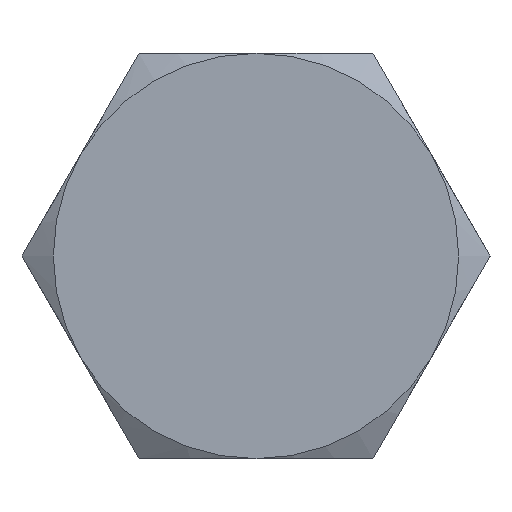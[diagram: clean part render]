
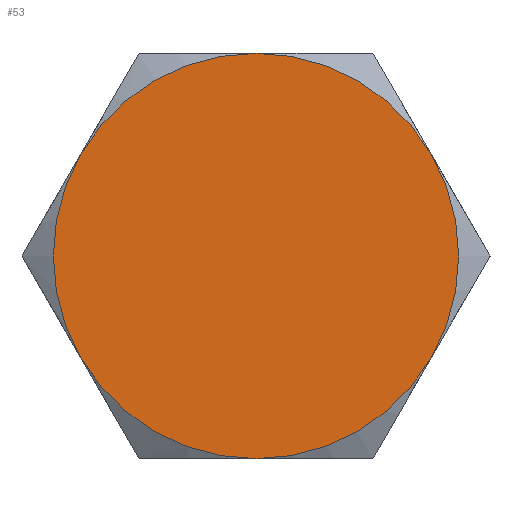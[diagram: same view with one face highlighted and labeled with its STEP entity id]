
A CAD part, left-side view. The second image highlights one B-rep face of the part: STEP entity #53.
In plain terms, the highlighted planar face has unit normal (-1, 0, 0).
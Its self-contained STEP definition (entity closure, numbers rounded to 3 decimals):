
#6 = CARTESIAN_POINT ( 'NONE',  ( 0., -11.691, 6.75 ) ) ;
#22 = DIRECTION ( 'NONE',  ( 0., 0., -1. ) ) ;
#36 = DIRECTION ( 'NONE',  ( 1., 0., 0. ) ) ;
#42 = DIRECTION ( 'NONE',  ( 0., 0., -1. ) ) ;
#51 = CARTESIAN_POINT ( 'NONE',  ( 0., 0., 0. ) ) ;
#53 = ADVANCED_FACE ( 'NONE', ( #415 ), #404, .F. ) ;
#54 = CARTESIAN_POINT ( 'NONE',  ( 0., 0., 0. ) ) ;
#55 = DIRECTION ( 'NONE',  ( 0., 0., -1. ) ) ;
#65 = CARTESIAN_POINT ( 'NONE',  ( 0., -11.691, -6.75 ) ) ;
#67 = AXIS2_PLACEMENT_3D ( 'NONE', #653, #290, #42 ) ;
#103 = DIRECTION ( 'NONE',  ( 0., 0., -1. ) ) ;
#121 = EDGE_CURVE ( 'NONE', #198, #581, #327, .T. ) ;
#130 = EDGE_CURVE ( 'NONE', #362, #737, #779, .T. ) ;
#164 = CIRCLE ( 'NONE', #67, 13.5 ) ;
#195 = CIRCLE ( 'NONE', #650, 13.5 ) ;
#197 = AXIS2_PLACEMENT_3D ( 'NONE', #468, #36, #22 ) ;
#198 = VERTEX_POINT ( 'NONE', #65 ) ;
#202 = VERTEX_POINT ( 'NONE', #6 ) ;
#211 = ORIENTED_EDGE ( 'NONE', *, *, #567, .F. ) ;
#225 = CARTESIAN_POINT ( 'NONE',  ( 0., 0., 0. ) ) ;
#252 = CARTESIAN_POINT ( 'NONE',  ( 0., 11.691, 6.75 ) ) ;
#287 = DIRECTION ( 'NONE',  ( 1., 0., 0. ) ) ;
#290 = DIRECTION ( 'NONE',  ( 1., 0., 0. ) ) ;
#292 = CARTESIAN_POINT ( 'NONE',  ( 0., 0., -13.5 ) ) ;
#305 = CARTESIAN_POINT ( 'NONE',  ( 0., 0., 0. ) ) ;
#327 = CIRCLE ( 'NONE', #487, 13.5 ) ;
#341 = AXIS2_PLACEMENT_3D ( 'NONE', #703, #645, #55 ) ;
#362 = VERTEX_POINT ( 'NONE', #771 ) ;
#404 = PLANE ( 'NONE',  #341 ) ;
#415 = FACE_OUTER_BOUND ( 'NONE', #626, .T. ) ;
#418 = DIRECTION ( 'NONE',  ( 1., 0., 0. ) ) ;
#432 = DIRECTION ( 'NONE',  ( 1., 0., 0. ) ) ;
#440 = EDGE_CURVE ( 'NONE', #362, #202, #572, .T. ) ;
#447 = AXIS2_PLACEMENT_3D ( 'NONE', #225, #475, #660 ) ;
#457 = EDGE_CURVE ( 'NONE', #581, #629, #164, .T. ) ;
#461 = CIRCLE ( 'NONE', #197, 13.5 ) ;
#468 = CARTESIAN_POINT ( 'NONE',  ( 0., 0., 0. ) ) ;
#475 = DIRECTION ( 'NONE',  ( -1., 0., 0. ) ) ;
#487 = AXIS2_PLACEMENT_3D ( 'NONE', #51, #287, #536 ) ;
#497 = DIRECTION ( 'NONE',  ( 0., 0., -1. ) ) ;
#532 = ORIENTED_EDGE ( 'NONE', *, *, #121, .F. ) ;
#536 = DIRECTION ( 'NONE',  ( 0., 0., -1. ) ) ;
#567 = EDGE_CURVE ( 'NONE', #202, #198, #195, .T. ) ;
#572 = CIRCLE ( 'NONE', #696, 13.5 ) ;
#575 = ORIENTED_EDGE ( 'NONE', *, *, #691, .F. ) ;
#581 = VERTEX_POINT ( 'NONE', #292 ) ;
#597 = ORIENTED_EDGE ( 'NONE', *, *, #130, .T. ) ;
#626 = EDGE_LOOP ( 'NONE', ( #688, #532, #211, #661, #597, #575 ) ) ;
#629 = VERTEX_POINT ( 'NONE', #685 ) ;
#645 = DIRECTION ( 'NONE',  ( 1., 0., 0. ) ) ;
#650 = AXIS2_PLACEMENT_3D ( 'NONE', #305, #432, #497 ) ;
#653 = CARTESIAN_POINT ( 'NONE',  ( 0., 0., 0. ) ) ;
#660 = DIRECTION ( 'NONE',  ( 0., 0., 1. ) ) ;
#661 = ORIENTED_EDGE ( 'NONE', *, *, #440, .F. ) ;
#685 = CARTESIAN_POINT ( 'NONE',  ( 0., 11.691, -6.75 ) ) ;
#688 = ORIENTED_EDGE ( 'NONE', *, *, #457, .F. ) ;
#691 = EDGE_CURVE ( 'NONE', #629, #737, #461, .T. ) ;
#696 = AXIS2_PLACEMENT_3D ( 'NONE', #54, #418, #103 ) ;
#703 = CARTESIAN_POINT ( 'NONE',  ( 0., 15.588, 0. ) ) ;
#737 = VERTEX_POINT ( 'NONE', #252 ) ;
#771 = CARTESIAN_POINT ( 'NONE',  ( 0., 0., 13.5 ) ) ;
#779 = CIRCLE ( 'NONE', #447, 13.5 ) ;
